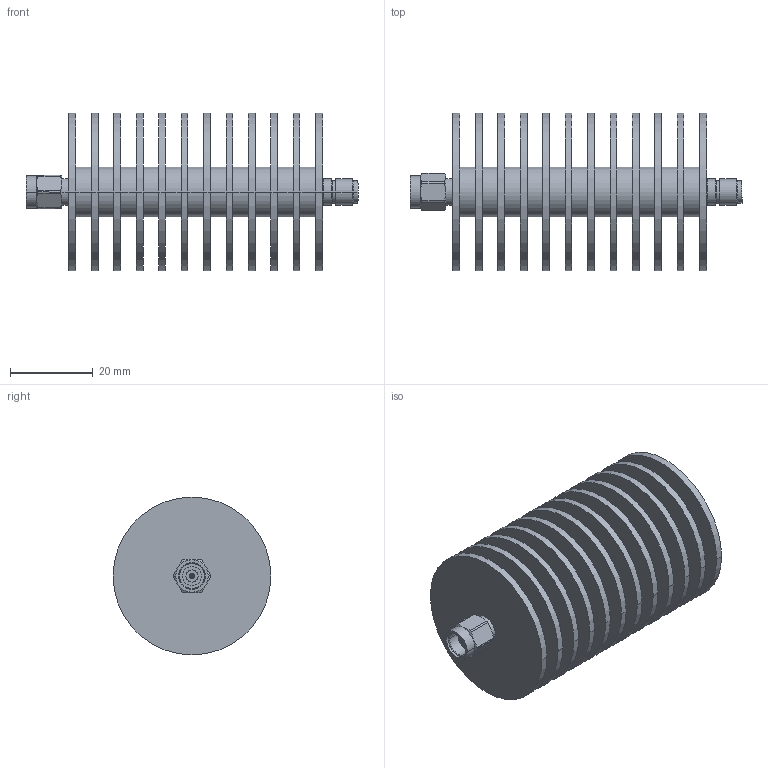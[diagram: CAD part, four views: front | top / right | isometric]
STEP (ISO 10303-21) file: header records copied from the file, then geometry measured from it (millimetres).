
FILE_DESCRIPTION (( 'STEP AP214' ), '1' );
FILE_NAME ('FMAT7513-30_3D.step', '2025-03-04T21:57:09', ( '' ), ( '' ), 'SwSTEP 2.0', 'SolidWorks 2022', '' );
FILE_SCHEMA (( 'AUTOMOTIVE_DESIGN' ));
Length unit declared in the file: millimetre
Products named in the file (1): FMAT7513-30_3D
Bounding box: 80 x 38 x 38 mm (x, y, z)
Volume: 27301.2 mm3; surface area: 29395.9 mm2
Topology: 1 solids, 1 shells, 150 faces, 319 edges, 209 vertices
Faces by surface type: cylinder 89, plane 47, cone 14
Entity records: 4223 total; most frequent: CARTESIAN_POINT 817, DIRECTION 771, ORIENTED_EDGE 634, AXIS2_PLACEMENT_3D 331, EDGE_CURVE 317, VERTEX_POINT 209, EDGE_LOOP 190, CIRCLE 180
